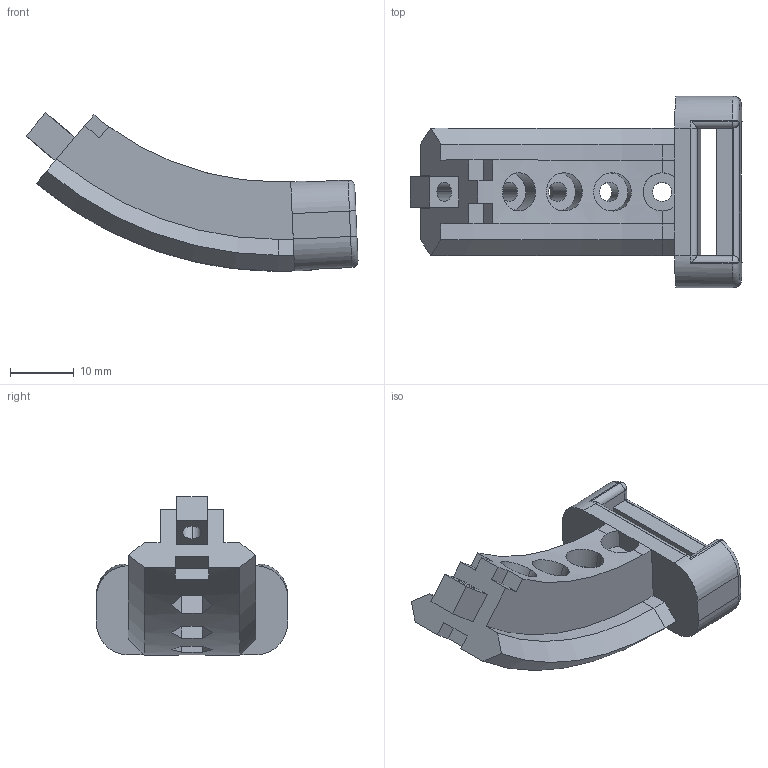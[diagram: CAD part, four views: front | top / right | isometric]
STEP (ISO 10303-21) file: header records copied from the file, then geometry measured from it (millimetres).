
FILE_DESCRIPTION (( 'STEP AP214' ), '1' );
FILE_NAME ('賑遠R45鼠芛.', '2024-11-26T10:48:39', ( '' ), ( '' ), 'SwSTEP 2.0', 'SolidWorks 2024', '' );
FILE_SCHEMA (( 'AUTOMOTIVE_DESIGN' ));
Length unit declared in the file: millimetre
Products named in the file (1): 滑环R45公头
Bounding box: 52.08 x 30 x 24.86 mm (x, y, z)
Volume: 8668.4 mm3; surface area: 5224.1 mm2
Topology: 1 solids, 1 shells, 135 faces, 348 edges, 216 vertices
Faces by surface type: plane 64, cylinder 49, sphere 8, torus 8, cone 6
Entity records: 4341 total; most frequent: CARTESIAN_POINT 1047, ORIENTED_EDGE 688, DIRECTION 684, EDGE_CURVE 344, AXIS2_PLACEMENT_3D 243, VERTEX_POINT 216, VECTOR 198, LINE 198
